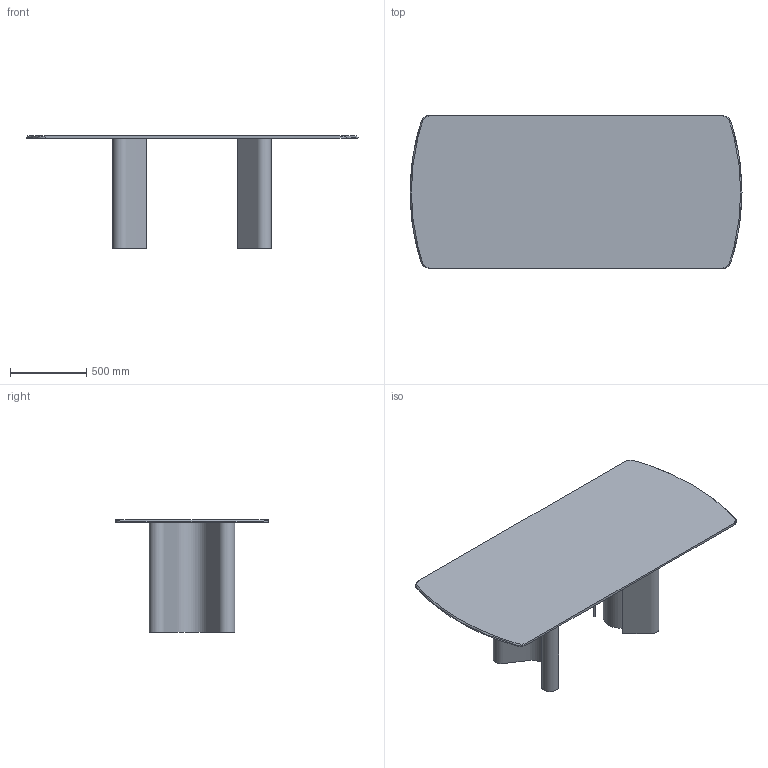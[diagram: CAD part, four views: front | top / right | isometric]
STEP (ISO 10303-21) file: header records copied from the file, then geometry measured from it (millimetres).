
FILE_DESCRIPTION(/* description */ (''),/* implementation_level */ '2;1');
FILE_NAME(/* name */ '4127 - Sahara bisellato 200x100',/* time_stamp */ '2012-06-19T16:11:51+02:00',/* author */ (''),/* organization */ (''),/* preprocessor_version */ 'ST-DEVELOPER v10',/* originating_system */ '',/* authorisation */ '');
FILE_SCHEMA (('CONFIG_CONTROL_DESIGN'));
Length unit declared in the file: millimetre
Products named in the file (1): 1
Bounding box: 2171.57 x 1000 x 735 mm (x, y, z)
Volume: 51541309.1 mm3; surface area: 8054854.1 mm2
Topology: 3 solids, 3 shells, 20 faces, 42 edges, 28 vertices
Faces by surface type: plane 10, bspline 10
Entity records: 1295 total; most frequent: CARTESIAN_POINT 919, ORIENTED_EDGE 84, EDGE_CURVE 42, B_SPLINE_CURVE_WITH_KNOTS 32, VERTEX_POINT 28, ADVANCED_FACE 20, FACE_OUTER_BOUND 20, EDGE_LOOP 20
